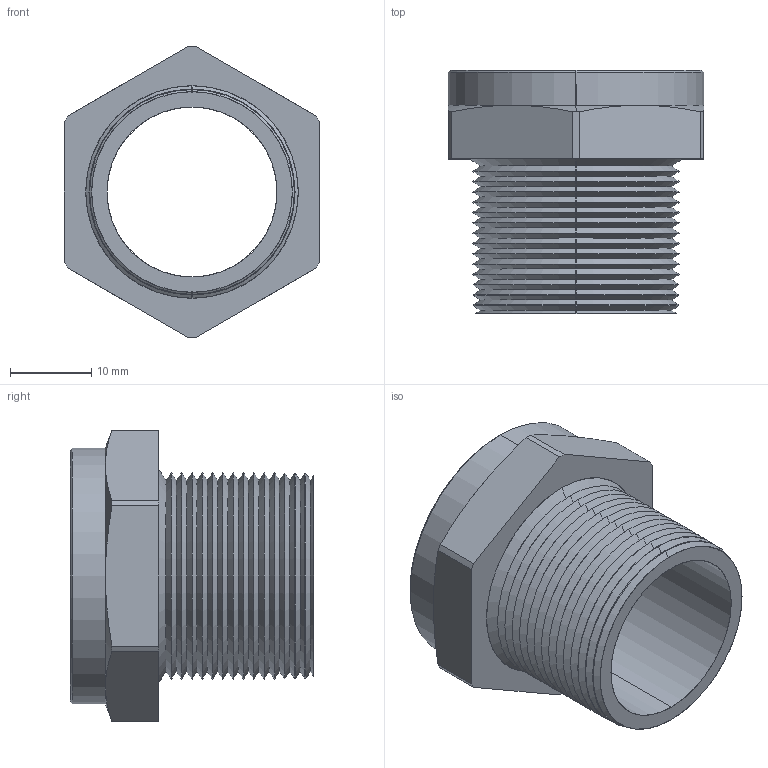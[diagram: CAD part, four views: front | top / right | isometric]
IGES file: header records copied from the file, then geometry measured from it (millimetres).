
Start section: SolidWorks IGES file using analytic representation for surfaces
Global section: file name: AT-3425-BR.IGS; native system: SolidWorks 2008; preprocessor: SolidWorks 2008; author: BSI-001; date: 060315.130139; units: inch
Bounding box: 31.5 x 29.97 x 35.91 mm (x, y, z)
Surface area: 7220.4 mm2 (no closed solid volume)
Topology: 0 solids, 0 shells, 121 faces, 884 edges, 884 vertices
Faces by surface type: revolution 110, bspline 11
